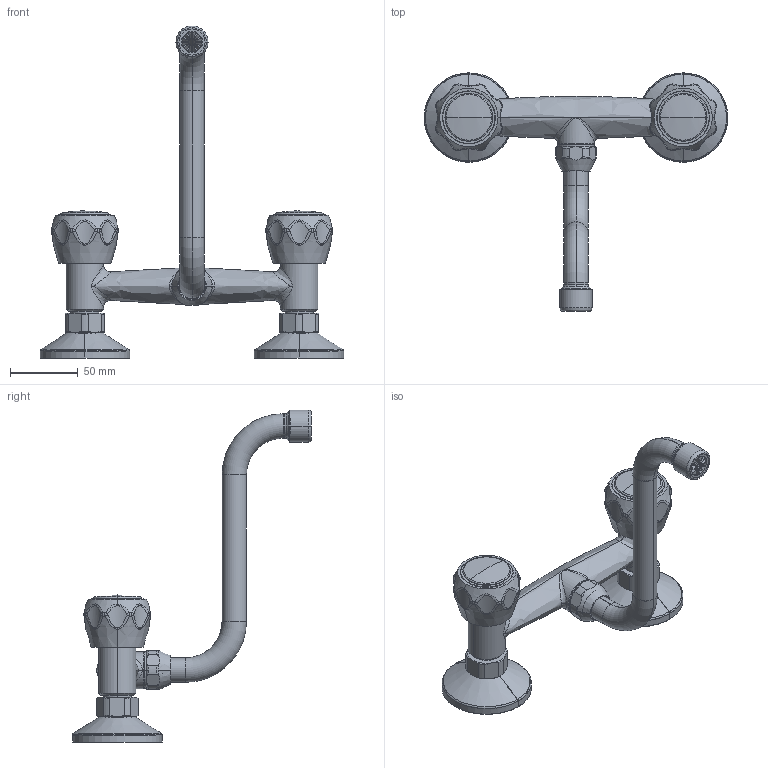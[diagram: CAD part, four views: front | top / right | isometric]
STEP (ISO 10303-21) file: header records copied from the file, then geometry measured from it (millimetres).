
FILE_DESCRIPTION((''),'2;1');
FILE_NAME('DA170CR','2021-11-09T13:20:20',('ut3'),('PAFFONI SpA'),'CREO PARAMETRIC BY PTC INC, 2020044','CREO PARAMETRIC BY PTC INC, 2020044','');
FILE_SCHEMA(('CONFIG_CONTROL_DESIGN','SHAPE_APPEARANCE_LAYERS_GROUPS'));
Length unit declared in the file: millimetre
Products named in the file (1): DA170CR
Bounding box: 224 x 176.15 x 244.8 mm (x, y, z)
Volume: 209903.4 mm3; surface area: 113991.6 mm2
Topology: 4 solids, 4 shells, 830 faces, 2024 edges, 1234 vertices
Faces by surface type: cylinder 254, plane 253, torus 128, cone 100, bspline 87, sphere 8
Entity records: 40546 total; most frequent: CARTESIAN_POINT 15273, DIRECTION 4088, ORIENTED_EDGE 4032, EDGE_CURVE 2016, AXIS2_PLACEMENT_3D 1687, VERTEX_POINT 1234, CIRCLE 944, EDGE_LOOP 924
